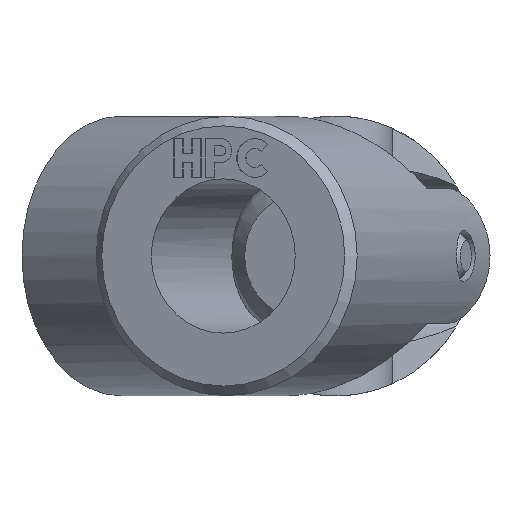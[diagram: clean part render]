
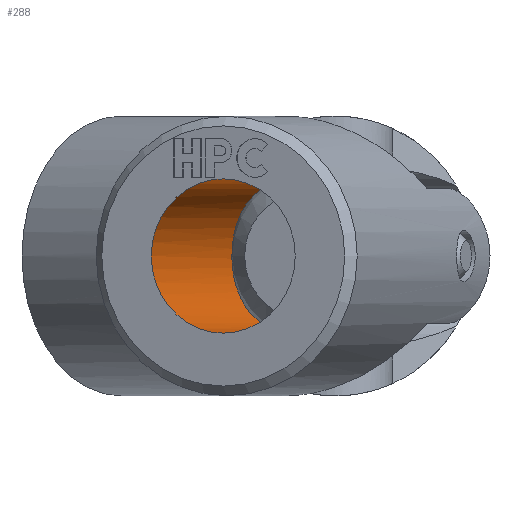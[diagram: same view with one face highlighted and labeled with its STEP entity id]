
A CAD part, left-side view. The second image highlights one B-rep face of the part: STEP entity #288.
In plain terms, the highlighted cylindrical face has radius 8 mm (diameter 16 mm), a full revolution.
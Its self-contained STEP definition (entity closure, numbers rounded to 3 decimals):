
#288 = ADVANCED_FACE( '', ( #478, #479 ), #480, .F. );
#478 = FACE_OUTER_BOUND( '', #718, .T. );
#479 = FACE_OUTER_BOUND( '', #719, .T. );
#480 = CYLINDRICAL_SURFACE( '', #720, 8. );
#718 = EDGE_LOOP( '', ( #1216 ) );
#719 = EDGE_LOOP( '', ( #1217 ) );
#720 = AXIS2_PLACEMENT_3D( '', #1218, #1219, #1220 );
#1216 = ORIENTED_EDGE( '', *, *, #1653, .T. );
#1217 = ORIENTED_EDGE( '', *, *, #1629, .F. );
#1218 = CARTESIAN_POINT( '', ( 50., 0., 0. ) );
#1219 = DIRECTION( '', ( 1., 0., 0. ) );
#1220 = DIRECTION( '', ( 0., 0., 1. ) );
#1629 = EDGE_CURVE( '', #1921, #1921, #1922, .T. );
#1653 = EDGE_CURVE( '', #1963, #1963, #1964, .T. );
#1921 = VERTEX_POINT( '', #2835 );
#1922 = B_SPLINE_CURVE_WITH_KNOTS( '', 3, ( #2836, #2837, #2838, #2839, #2840, #2841, #2842, #2843, #2844, #2845, #2846, #2847, #2848, #2849, #2850, #2851, #2852, #2853, #2854, #2855, #2856, #2857, #2858, #2859, #2860, #2861, #2862, #2863, #2864, #2865, #2866, #2867, #2868, #2869, #2870, #2871, #2872, #2873, #2874, #2875, #2876, #2877, #2878, #2879, #2880, #2881, #2882, #2883, #2884, #2885, #2886, #2887, #2888, #2889, #2890, #2891, #2892, #2893, #2894, #2895, #2896, #2897, #2898, #2899, #2900, #2901, #2902, #2903, #2904, #2905, #2906, #2907, #2908, #2909, #2910, #2911, #2912, #2913, #2914, #2915, #2916, #2917, #2918, #2919, #2920, #2921, #2922, #2923 ), .UNSPECIFIED., .T., .F., ( 2, 2, 2, 2, 2, 2, 2, 2, 2, 2, 2, 2, 2, 2, 2, 2, 2, 2, 2, 2, 2, 2, 2, 2, 2, 2, 2, 2, 2, 2, 2, 2, 2, 2, 2, 2, 2, 2, 2, 2, 2, 2, 2, 2, 2, 2 ), ( -0.002, 0., 0.002, 0.003, 0.005, 0.006, 0.007, 0.008, 0.01, 0.011, 0.013, 0.014, 0.014, 0.015, 0.016, 0.018, 0.018, 0.019, 0.02, 0.021, 0.022, 0.023, 0.024, 0.026, 0.026, 0.027, 0.029, 0.03, 0.03, 0.032, 0.034, 0.035, 0.036, 0.037, 0.038, 0.039, 0.04, 0.042, 0.043, 0.045, 0.046, 0.046, 0.048, 0.05, 0.051, 0.053 ), .UNSPECIFIED. );
#1963 = VERTEX_POINT( '', #3086 );
#1964 = CIRCLE( '', #3087, 8. );
#2835 = CARTESIAN_POINT( '', ( -26.662, 0., 8. ) );
#2836 = CARTESIAN_POINT( '', ( -26.662, -0.542, 8. ) );
#2837 = CARTESIAN_POINT( '', ( -26.662, 0.542, 8. ) );
#2838 = CARTESIAN_POINT( '', ( -26.702, 1.072, 7.946 ) );
#2839 = CARTESIAN_POINT( '', ( -26.848, 2.109, 7.735 ) );
#2840 = CARTESIAN_POINT( '', ( -26.956, 2.62, 7.577 ) );
#2841 = CARTESIAN_POINT( '', ( -27.213, 3.579, 7.174 ) );
#2842 = CARTESIAN_POINT( '', ( -27.361, 4.032, 6.929 ) );
#2843 = CARTESIAN_POINT( '', ( -27.68, 4.889, 6.353 ) );
#2844 = CARTESIAN_POINT( '', ( -27.845, 5.283, 6.029 ) );
#2845 = CARTESIAN_POINT( '', ( -28.089, 5.824, 5.49 ) );
#2846 = CARTESIAN_POINT( '', ( -28.17, 5.996, 5.302 ) );
#2847 = CARTESIAN_POINT( '', ( -28.329, 6.325, 4.906 ) );
#2848 = CARTESIAN_POINT( '', ( -28.407, 6.48, 4.698 ) );
#2849 = CARTESIAN_POINT( '', ( -28.628, 6.914, 4.058 ) );
#2850 = CARTESIAN_POINT( '', ( -28.761, 7.16, 3.606 ) );
#2851 = CARTESIAN_POINT( '', ( -28.985, 7.568, 2.645 ) );
#2852 = CARTESIAN_POINT( '', ( -29.077, 7.729, 2.131 ) );
#2853 = CARTESIAN_POINT( '', ( -29.2, 7.943, 1.091 ) );
#2854 = CARTESIAN_POINT( '', ( -29.232, 7.998, 0.563 ) );
#2855 = CARTESIAN_POINT( '', ( -29.234, 8.001, -0.243 ) );
#2856 = CARTESIAN_POINT( '', ( -29.226, 7.988, -0.515 ) );
#2857 = CARTESIAN_POINT( '', ( -29.196, 7.935, -1.049 ) );
#2858 = CARTESIAN_POINT( '', ( -29.173, 7.896, -1.313 ) );
#2859 = CARTESIAN_POINT( '', ( -29.113, 7.792, -1.834 ) );
#2860 = CARTESIAN_POINT( '', ( -29.076, 7.727, -2.091 ) );
#2861 = CARTESIAN_POINT( '', ( -28.988, 7.571, -2.599 ) );
#2862 = CARTESIAN_POINT( '', ( -28.937, 7.48, -2.85 ) );
#2863 = CARTESIAN_POINT( '', ( -28.769, 7.175, -3.577 ) );
#2864 = CARTESIAN_POINT( '', ( -28.635, 6.928, -4.033 ) );
#2865 = CARTESIAN_POINT( '', ( -28.414, 6.495, -4.678 ) );
#2866 = CARTESIAN_POINT( '', ( -28.336, 6.339, -4.887 ) );
#2867 = CARTESIAN_POINT( '', ( -28.178, 6.013, -5.283 ) );
#2868 = CARTESIAN_POINT( '', ( -28.097, 5.841, -5.472 ) );
#2869 = CARTESIAN_POINT( '', ( -27.934, 5.481, -5.833 ) );
#2870 = CARTESIAN_POINT( '', ( -27.852, 5.293, -6.004 ) );
#2871 = CARTESIAN_POINT( '', ( -27.688, 4.898, -6.33 ) );
#2872 = CARTESIAN_POINT( '', ( -27.606, 4.691, -6.485 ) );
#2873 = CARTESIAN_POINT( '', ( -27.368, 4.052, -6.917 ) );
#2874 = CARTESIAN_POINT( '', ( -27.22, 3.602, -7.162 ) );
#2875 = CARTESIAN_POINT( '', ( -27.027, 2.887, -7.465 ) );
#2876 = CARTESIAN_POINT( '', ( -26.968, 2.643, -7.556 ) );
#2877 = CARTESIAN_POINT( '', ( -26.862, 2.139, -7.713 ) );
#2878 = CARTESIAN_POINT( '', ( -26.816, 1.879, -7.781 ) );
#2879 = CARTESIAN_POINT( '', ( -26.704, 1.097, -7.942 ) );
#2880 = CARTESIAN_POINT( '', ( -26.663, 0.567, -7.998 ) );
#2881 = CARTESIAN_POINT( '', ( -26.661, -0.245, -8.001 ) );
#2882 = CARTESIAN_POINT( '', ( -26.671, -0.516, -7.988 ) );
#2883 = CARTESIAN_POINT( '', ( -26.708, -1.048, -7.936 ) );
#2884 = CARTESIAN_POINT( '', ( -26.736, -1.312, -7.896 ) );
#2885 = CARTESIAN_POINT( '', ( -26.845, -2.093, -7.74 ) );
#2886 = CARTESIAN_POINT( '', ( -26.953, -2.605, -7.582 ) );
#2887 = CARTESIAN_POINT( '', ( -27.145, -3.326, -7.28 ) );
#2888 = CARTESIAN_POINT( '', ( -27.214, -3.56, -7.169 ) );
#2889 = CARTESIAN_POINT( '', ( -27.361, -4.016, -6.924 ) );
#2890 = CARTESIAN_POINT( '', ( -27.438, -4.239, -6.79 ) );
#2891 = CARTESIAN_POINT( '', ( -27.677, -4.882, -6.359 ) );
#2892 = CARTESIAN_POINT( '', ( -27.842, -5.276, -6.036 ) );
#2893 = CARTESIAN_POINT( '', ( -28.169, -6., -5.316 ) );
#2894 = CARTESIAN_POINT( '', ( -28.331, -6.333, -4.915 ) );
#2895 = CARTESIAN_POINT( '', ( -28.626, -6.911, -4.063 ) );
#2896 = CARTESIAN_POINT( '', ( -28.759, -7.158, -3.61 ) );
#2897 = CARTESIAN_POINT( '', ( -28.929, -7.466, -2.887 ) );
#2898 = CARTESIAN_POINT( '', ( -28.98, -7.558, -2.636 ) );
#2899 = CARTESIAN_POINT( '', ( -29.07, -7.716, -2.128 ) );
#2900 = CARTESIAN_POINT( '', ( -29.108, -7.783, -1.871 ) );
#2901 = CARTESIAN_POINT( '', ( -29.2, -7.943, -1.092 ) );
#2902 = CARTESIAN_POINT( '', ( -29.232, -7.999, -0.562 ) );
#2903 = CARTESIAN_POINT( '', ( -29.234, -8.001, 0.25 ) );
#2904 = CARTESIAN_POINT( '', ( -29.226, -7.988, 0.521 ) );
#2905 = CARTESIAN_POINT( '', ( -29.195, -7.935, 1.054 ) );
#2906 = CARTESIAN_POINT( '', ( -29.173, -7.895, 1.317 ) );
#2907 = CARTESIAN_POINT( '', ( -29.082, -7.738, 2.1 ) );
#2908 = CARTESIAN_POINT( '', ( -28.991, -7.578, 2.616 ) );
#2909 = CARTESIAN_POINT( '', ( -28.766, -7.171, 3.585 ) );
#2910 = CARTESIAN_POINT( '', ( -28.633, -6.923, 4.042 ) );
#2911 = CARTESIAN_POINT( '', ( -28.335, -6.341, 4.906 ) );
#2912 = CARTESIAN_POINT( '', ( -28.175, -6.013, 5.301 ) );
#2913 = CARTESIAN_POINT( '', ( -27.93, -5.471, 5.842 ) );
#2914 = CARTESIAN_POINT( '', ( -27.847, -5.282, 6.014 ) );
#2915 = CARTESIAN_POINT( '', ( -27.683, -4.885, 6.341 ) );
#2916 = CARTESIAN_POINT( '', ( -27.601, -4.677, 6.496 ) );
#2917 = CARTESIAN_POINT( '', ( -27.363, -4.038, 6.925 ) );
#2918 = CARTESIAN_POINT( '', ( -27.215, -3.587, 7.17 ) );
#2919 = CARTESIAN_POINT( '', ( -26.958, -2.629, 7.574 ) );
#2920 = CARTESIAN_POINT( '', ( -26.849, -2.116, 7.733 ) );
#2921 = CARTESIAN_POINT( '', ( -26.702, -1.075, 7.945 ) );
#2922 = CARTESIAN_POINT( '', ( -26.662, -0.542, 8. ) );
#2923 = CARTESIAN_POINT( '', ( -26.662, 0.542, 8. ) );
#3086 = CARTESIAN_POINT( '', ( -50., 0., 8. ) );
#3087 = AXIS2_PLACEMENT_3D( '', #3637, #3638, #3639 );
#3637 = CARTESIAN_POINT( '', ( -50., 0., 0. ) );
#3638 = DIRECTION( '', ( -1., 0., 0. ) );
#3639 = DIRECTION( '', ( 0., 0., 1. ) );
